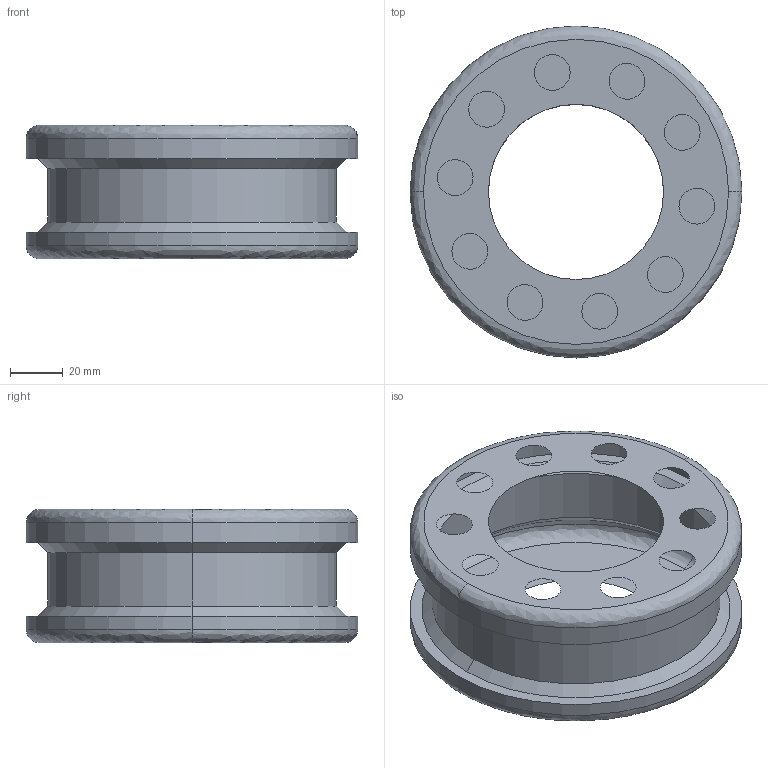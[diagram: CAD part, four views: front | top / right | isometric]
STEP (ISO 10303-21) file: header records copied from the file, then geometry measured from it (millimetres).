
FILE_DESCRIPTION(/* description */ (''),/* implementation_level */ '2;1');
FILE_NAME(/* name */ 'bobbin',/* time_stamp */ '2025-01-18T20:46:02-07:00',/* author */ (''),/* organization */ (''),/* preprocessor_version */ 'ST-DEVELOPER v19.2',/* originating_system */ 'Rhino 8.14',/* authorisation */ '');
FILE_SCHEMA (('CONFIG_CONTROL_DESIGN'));
Length unit declared in the file: metre
Products named in the file (1): Document
Bounding box: 126.25 x 126.25 x 50.8 mm (x, y, z)
Surface area: 38161.4 mm2 (no closed solid volume)
Topology: 0 solids, 11 shells, 18 faces, 62 edges, 48 vertices
Faces by surface type: bspline 8, cylinder 6, plane 4
Entity records: 1088 total; most frequent: CARTESIAN_POINT 424, DIRECTION 118, ORIENTED_EDGE 76, AXIS2_PLACEMENT_3D 64, EDGE_CURVE 62, CIRCLE 52, VERTEX_POINT 48, TRIMMED_CURVE 36
